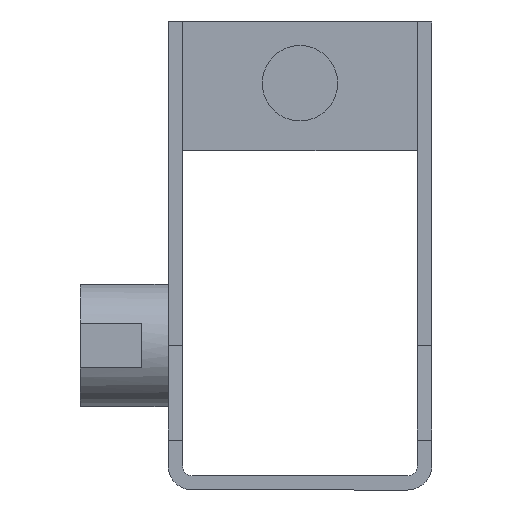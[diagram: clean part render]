
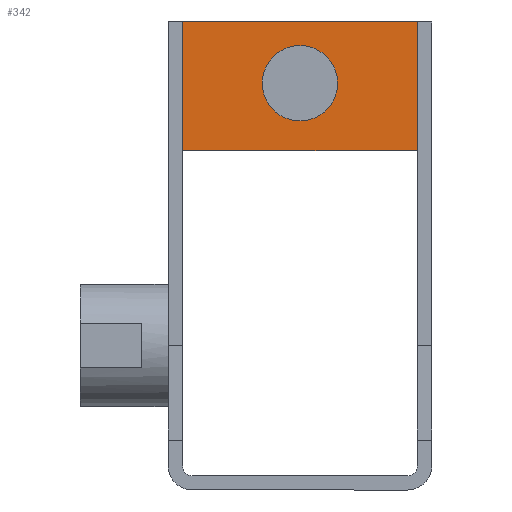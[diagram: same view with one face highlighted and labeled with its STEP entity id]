
A CAD part, front view. The second image highlights one B-rep face of the part: STEP entity #342.
In plain terms, the highlighted planar face has unit normal (0, -1, 0).
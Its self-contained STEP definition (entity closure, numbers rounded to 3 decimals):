
#342=ADVANCED_FACE('NONE',(#721,#722),#723,.T.);
#721=FACE_OUTER_BOUND('',#1130,.T.);
#722=FACE_BOUND('',#1131,.T.);
#723=PLANE('',#1132);
#1130=EDGE_LOOP('',(#2130,#2131,#2132,#2133));
#1131=EDGE_LOOP('',(#2134,#2135));
#1132=AXIS2_PLACEMENT_3D('',#2136,#2137,#2138);
#2130=ORIENTED_EDGE('',*,*,#2519,.F.);
#2131=ORIENTED_EDGE('',*,*,#2739,.F.);
#2132=ORIENTED_EDGE('',*,*,#2791,.F.);
#2133=ORIENTED_EDGE('',*,*,#2540,.F.);
#2134=ORIENTED_EDGE('',*,*,#2616,.T.);
#2135=ORIENTED_EDGE('',*,*,#2592,.T.);
#2136=CARTESIAN_POINT('',(-0.676,3.902,1.77));
#2137=DIRECTION('',(0.0,-1.0,0.0));
#2138=DIRECTION('',(0.0,0.0,-1.0));
#2519=EDGE_CURVE('NONE',#3086,#3087,#3088,.T.);
#2540=EDGE_CURVE('NONE',#3087,#3123,#3124,.T.);
#2592=EDGE_CURVE('NONE',#3201,#3205,#3207,.T.);
#2616=EDGE_CURVE('NONE',#3205,#3201,#3245,.T.);
#2739=EDGE_CURVE('NONE',#3412,#3086,#3414,.T.);
#2791=EDGE_CURVE('NONE',#3123,#3412,#3475,.T.);
#3086=VERTEX_POINT('NONE',#3857);
#3087=VERTEX_POINT('NONE',#3858);
#3088=LINE('',#3859,#3860);
#3123=VERTEX_POINT('NONE',#3909);
#3124=LINE('',#3910,#3911);
#3201=VERTEX_POINT('',#4012);
#3205=VERTEX_POINT('NONE',#4017);
#3207=CIRCLE('',#4020,0.115);
#3245=CIRCLE('',#4069,0.115);
#3412=VERTEX_POINT('NONE',#4283);
#3414=LINE('',#4286,#4287);
#3475=LINE('',#4371,#4372);
#3857=CARTESIAN_POINT('',(0.615,3.902,2.444));
#3858=CARTESIAN_POINT('',(0.615,3.902,1.77));
#3859=CARTESIAN_POINT('',(0.615,3.902,-0.006));
#3860=VECTOR('',#4609,39.37);
#3909=CARTESIAN_POINT('',(-0.615,3.902,1.77));
#3910=CARTESIAN_POINT('',(-0.676,3.902,1.77));
#3911=VECTOR('',#4639,39.37);
#4012=CARTESIAN_POINT('',(0.,3.902,2.239));
#4017=CARTESIAN_POINT('',(0.,3.902,2.009));
#4020=AXIS2_PLACEMENT_3D('',#4708,#4709,#4710);
#4069=AXIS2_PLACEMENT_3D('',#4740,#4741,#4742);
#4283=CARTESIAN_POINT('',(-0.615,3.902,2.444));
#4286=CARTESIAN_POINT('',(-0.676,3.902,2.444));
#4287=VECTOR('',#4917,39.37);
#4371=CARTESIAN_POINT('',(-0.615,3.902,2.444));
#4372=VECTOR('',#4965,39.37);
#4609=DIRECTION('',(0.,0.0,-1.0));
#4639=DIRECTION('',(-1.0,-0.0,-0.0));
#4708=CARTESIAN_POINT('',(0.0,3.902,2.124));
#4709=DIRECTION('',(0.0,1.0,0.0));
#4710=DIRECTION('',(0.0,0.0,-1.0));
#4740=CARTESIAN_POINT('',(0.0,3.902,2.124));
#4741=DIRECTION('',(0.0,1.0,0.0));
#4742=DIRECTION('',(0.0,0.0,-1.0));
#4917=DIRECTION('',(1.0,0.0,0.0));
#4965=DIRECTION('',(0.,0.0,1.0));
